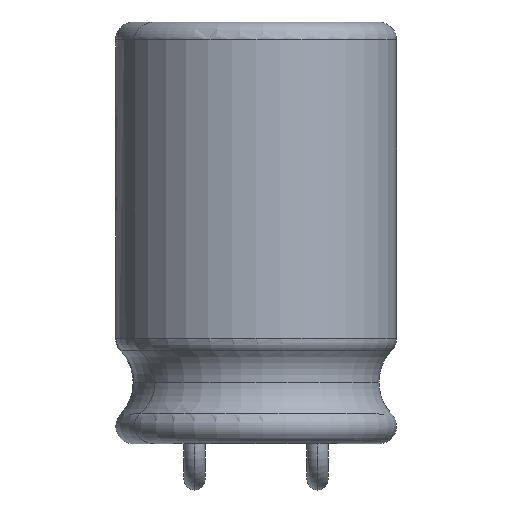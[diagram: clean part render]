
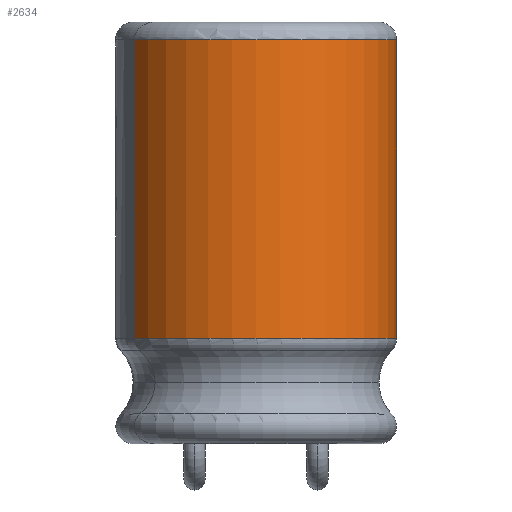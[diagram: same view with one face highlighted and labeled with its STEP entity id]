
A CAD part, top view. The second image highlights one B-rep face of the part: STEP entity #2634.
In plain terms, the highlighted cylindrical face has radius 4 mm (diameter 8 mm), a partial arc.
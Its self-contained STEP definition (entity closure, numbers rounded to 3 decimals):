
#10 = CARTESIAN_POINT ( 'NONE',  ( -3.464, 0., 2. ) ) ;
#43 = CYLINDRICAL_SURFACE ( 'NONE', #1476, 4. ) ;
#151 = LINE ( 'NONE', #514, #2976 ) ;
#167 = LINE ( 'NONE', #10, #2591 ) ;
#186 = CARTESIAN_POINT ( 'NONE',  ( 0., 0., 0. ) ) ;
#358 = AXIS2_PLACEMENT_3D ( 'NONE', #381, #1563, #392 ) ;
#381 = CARTESIAN_POINT ( 'NONE',  ( 0., 3., 0. ) ) ;
#392 = DIRECTION ( 'NONE',  ( 1., 0., 0. ) ) ;
#407 = DIRECTION ( 'NONE',  ( 0., -1., 0. ) ) ;
#457 = CARTESIAN_POINT ( 'NONE',  ( -3.464, 3., 2. ) ) ;
#502 = VERTEX_POINT ( 'NONE', #1328 ) ;
#514 = CARTESIAN_POINT ( 'NONE',  ( 4., 0., 0. ) ) ;
#656 = DIRECTION ( 'NONE',  ( 1., 0., 0. ) ) ;
#731 = CARTESIAN_POINT ( 'NONE',  ( 4., 11.5, 0. ) ) ;
#753 = EDGE_CURVE ( 'NONE', #2363, #2801, #1905, .T. ) ;
#1116 = AXIS2_PLACEMENT_3D ( 'NONE', #2980, #2057, #1606 ) ;
#1189 = DIRECTION ( 'NONE',  ( 0., -1., 0. ) ) ;
#1291 = ORIENTED_EDGE ( 'NONE', *, *, #2928, .F. ) ;
#1328 = CARTESIAN_POINT ( 'NONE',  ( -3.464, 11.5, 2. ) ) ;
#1476 = AXIS2_PLACEMENT_3D ( 'NONE', #186, #407, #656 ) ;
#1563 = DIRECTION ( 'NONE',  ( 0., -1., 0. ) ) ;
#1597 = EDGE_CURVE ( 'NONE', #2300, #502, #3025, .T. ) ;
#1602 = EDGE_CURVE ( 'NONE', #502, #2801, #167, .T. ) ;
#1606 = DIRECTION ( 'NONE',  ( 1., 0., 0. ) ) ;
#1680 = ORIENTED_EDGE ( 'NONE', *, *, #753, .F. ) ;
#1692 = ORIENTED_EDGE ( 'NONE', *, *, #1602, .T. ) ;
#1718 = FACE_OUTER_BOUND ( 'NONE', #1915, .T. ) ;
#1905 = CIRCLE ( 'NONE', #358, 4. ) ;
#1915 = EDGE_LOOP ( 'NONE', ( #1291, #3044, #1692, #1680 ) ) ;
#2057 = DIRECTION ( 'NONE',  ( 0., -1., 0. ) ) ;
#2204 = CARTESIAN_POINT ( 'NONE',  ( 4., 3., 0. ) ) ;
#2300 = VERTEX_POINT ( 'NONE', #731 ) ;
#2363 = VERTEX_POINT ( 'NONE', #2204 ) ;
#2591 = VECTOR ( 'NONE', #1189, 1000. ) ;
#2601 = DIRECTION ( 'NONE',  ( 0., -1., 0. ) ) ;
#2634 = ADVANCED_FACE ( 'NONE', ( #1718 ), #43, .T. ) ;
#2801 = VERTEX_POINT ( 'NONE', #457 ) ;
#2928 = EDGE_CURVE ( 'NONE', #2300, #2363, #151, .T. ) ;
#2976 = VECTOR ( 'NONE', #2601, 1000. ) ;
#2980 = CARTESIAN_POINT ( 'NONE',  ( 0., 11.5, 0. ) ) ;
#3025 = CIRCLE ( 'NONE', #1116, 4. ) ;
#3044 = ORIENTED_EDGE ( 'NONE', *, *, #1597, .T. ) ;
